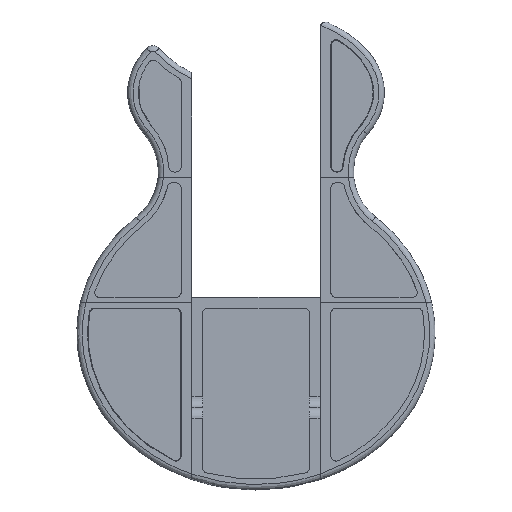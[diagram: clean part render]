
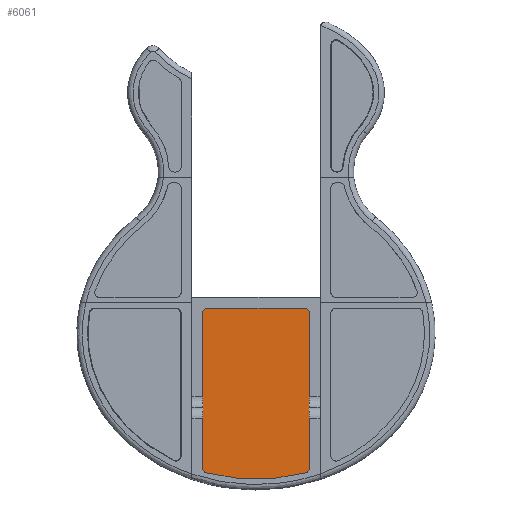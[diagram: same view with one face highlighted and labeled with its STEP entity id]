
A CAD part, front view. The second image highlights one B-rep face of the part: STEP entity #6061.
In plain terms, the highlighted planar face has unit normal (0, -1, 0).
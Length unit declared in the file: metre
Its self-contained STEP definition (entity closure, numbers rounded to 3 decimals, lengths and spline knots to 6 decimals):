
#330=B_SPLINE_CURVE_WITH_KNOTS('',3,(#9736,#9737,#9738,#9739,#9740,#9741,
#9742,#9743),.UNSPECIFIED.,.F.,.F.,(4,1,1,1,1,4),(0.003807,0.027069,
0.050332,0.061963,0.073594,0.096857),
 .UNSPECIFIED.);
#503=CIRCLE('',#6574,0.005);
#505=CIRCLE('',#6577,0.005);
#518=CIRCLE('',#6596,0.005);
#519=CIRCLE('',#6598,0.005);
#1071=ORIENTED_EDGE('',*,*,#2688,.T.);
#1072=ORIENTED_EDGE('',*,*,#2701,.T.);
#1073=ORIENTED_EDGE('',*,*,#2684,.T.);
#1074=ORIENTED_EDGE('',*,*,#2740,.T.);
#1075=ORIENTED_EDGE('',*,*,#2741,.F.);
#1076=ORIENTED_EDGE('',*,*,#2737,.T.);
#1077=ORIENTED_EDGE('',*,*,#2698,.T.);
#1078=ORIENTED_EDGE('',*,*,#2703,.T.);
#2684=EDGE_CURVE('',#3543,#3542,#4137,.T.);
#2688=EDGE_CURVE('',#3547,#3546,#4141,.T.);
#2698=EDGE_CURVE('',#3557,#3556,#4146,.T.);
#2701=EDGE_CURVE('',#3546,#3543,#503,.F.);
#2703=EDGE_CURVE('',#3556,#3547,#505,.F.);
#2737=EDGE_CURVE('',#3582,#3557,#518,.F.);
#2740=EDGE_CURVE('',#3542,#3583,#519,.F.);
#2741=EDGE_CURVE('',#3582,#3583,#330,.T.);
#3542=VERTEX_POINT('',#9529);
#3543=VERTEX_POINT('',#9531);
#3546=VERTEX_POINT('',#9538);
#3547=VERTEX_POINT('',#9540);
#3556=VERTEX_POINT('',#9559);
#3557=VERTEX_POINT('',#9561);
#3582=VERTEX_POINT('',#9714);
#3583=VERTEX_POINT('',#9718);
#4137=LINE('',#9530,#4431);
#4141=LINE('',#9539,#4435);
#4146=LINE('',#9560,#4440);
#4431=VECTOR('',#7429,1.);
#4435=VECTOR('',#7435,1.);
#4440=VECTOR('',#7452,1.);
#4758=EDGE_LOOP('',(#1071,#1072,#1073,#1074,#1075,#1076,#1077,#1078));
#5365=FACE_BOUND('',#4758,.T.);
#5933=PLANE('',#6599);
#6061=ADVANCED_FACE('',(#5365),#5933,.F.);
#6574=AXIS2_PLACEMENT_3D('',#9565,#7458,#7459);
#6577=AXIS2_PLACEMENT_3D('',#9568,#7464,#7465);
#6596=AXIS2_PLACEMENT_3D('',#9713,#7514,#7515);
#6598=AXIS2_PLACEMENT_3D('',#9719,#7520,#7521);
#6599=AXIS2_PLACEMENT_3D('',#9744,#7522,#7523);
#7429=DIRECTION('',(0.,0.,-1.));
#7435=DIRECTION('',(-1.,0.,0.));
#7452=DIRECTION('',(0.,0.,1.));
#7458=DIRECTION('',(0.,1.,0.));
#7459=DIRECTION('',(-1.,0.,0.));
#7464=DIRECTION('',(0.,1.,0.));
#7465=DIRECTION('',(-1.,0.,0.));
#7514=DIRECTION('',(0.,1.,0.));
#7515=DIRECTION('',(-1.,0.,0.));
#7520=DIRECTION('',(0.,1.,0.));
#7521=DIRECTION('',(-1.,0.,0.));
#7522=DIRECTION('',(0.,1.,0.));
#7523=DIRECTION('',(-1.,0.,0.));
#9529=CARTESIAN_POINT('',(-0.0998,0.037081,-0.159143));
#9530=CARTESIAN_POINT('',(-0.0998,0.037081,0.045292));
#9531=CARTESIAN_POINT('',(-0.0998,0.037081,-0.015));
#9538=CARTESIAN_POINT('',(-0.0948,0.037081,-0.01));
#9539=CARTESIAN_POINT('',(-0.0498,0.037081,-0.01));
#9540=CARTESIAN_POINT('',(-0.0048,0.037081,-0.01));
#9559=CARTESIAN_POINT('',(0.0002,0.037081,-0.015));
#9560=CARTESIAN_POINT('',(0.0002,0.037081,0.045292));
#9561=CARTESIAN_POINT('',(0.0002,0.037081,-0.159143));
#9565=CARTESIAN_POINT('',(-0.0948,0.037081,-0.015));
#9568=CARTESIAN_POINT('',(-0.0048,0.037081,-0.015));
#9713=CARTESIAN_POINT('',(-0.0048,0.037081,-0.159143));
#9714=CARTESIAN_POINT('',(-0.003513,0.037081,-0.163974));
#9718=CARTESIAN_POINT('',(-0.096087,0.037081,-0.163974));
#9719=CARTESIAN_POINT('',(-0.0948,0.037081,-0.159143));
#9736=CARTESIAN_POINT('',(-0.003513,0.037081,-0.163974));
#9737=CARTESIAN_POINT('',(-0.011086,0.037081,-0.165992));
#9738=CARTESIAN_POINT('',(-0.026358,0.037081,-0.168981));
#9739=CARTESIAN_POINT('',(-0.045707,0.037081,-0.170248));
#9740=CARTESIAN_POINT('',(-0.061411,0.037081,-0.169757));
#9741=CARTESIAN_POINT('',(-0.07701,0.037081,-0.168247));
#9742=CARTESIAN_POINT('',(-0.088506,0.037081,-0.165994));
#9743=CARTESIAN_POINT('',(-0.096087,0.037081,-0.163974));
#9744=CARTESIAN_POINT('',(-0.0498,0.037081,0.045292));
